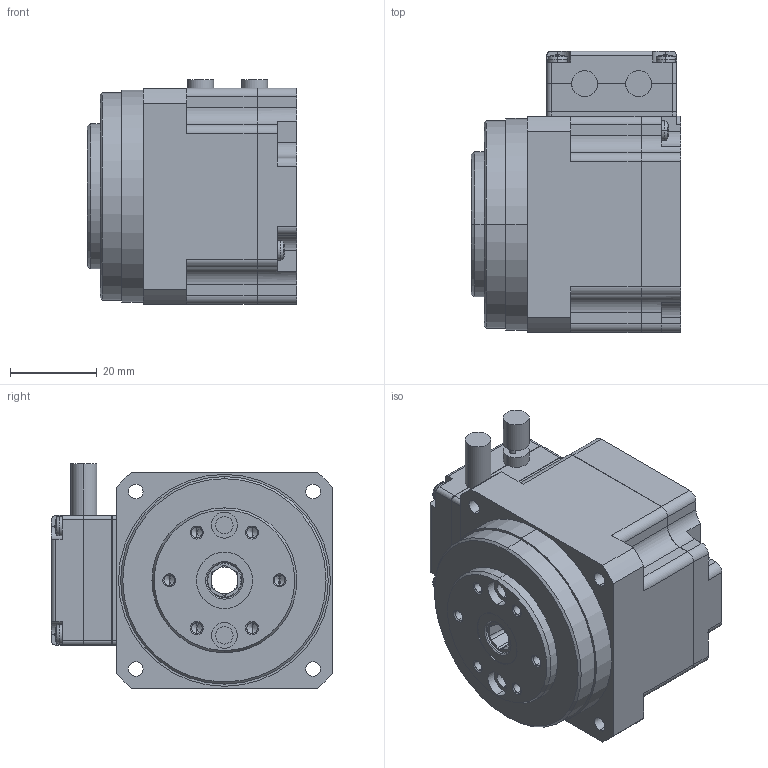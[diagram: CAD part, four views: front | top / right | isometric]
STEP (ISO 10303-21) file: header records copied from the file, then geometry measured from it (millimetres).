
FILE_DESCRIPTION (( 'STEP AP214' ), '1' );
FILE_NAME ('FHA-8C-XXX-US200.STEP', '2017-01-13T16:35:07', ( '' ), ( '' ), 'SwSTEP 2.0', 'SolidWorks 2015', '' );
FILE_SCHEMA (( 'AUTOMOTIVE_DESIGN' ));
Length unit declared in the file: millimetre
Products named in the file (1): FHA-8C-XXX-US200
Bounding box: 48.5 x 65 x 52 mm (x, y, z)
Surface area: 17834.6 mm2 (no closed solid volume)
Topology: 0 solids, 11 shells, 423 faces, 1193 edges, 790 vertices
Faces by surface type: plane 200, cylinder 147, bspline 40, cone 32, torus 4
Entity records: 15427 total; most frequent: CARTESIAN_POINT 4575, ORIENTED_EDGE 2262, DIRECTION 2237, EDGE_CURVE 1177, AXIS2_PLACEMENT_3D 812, VERTEX_POINT 790, VECTOR 613, LINE 613
